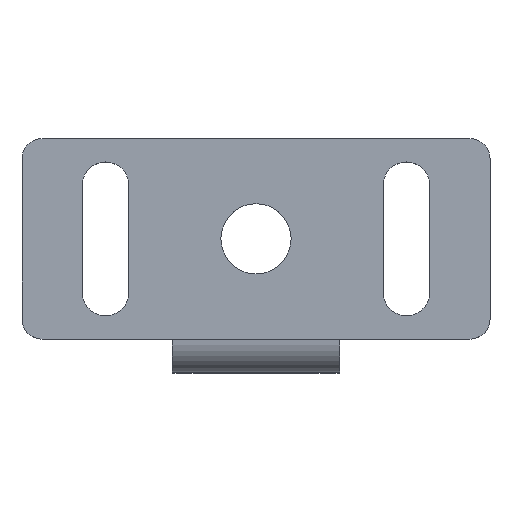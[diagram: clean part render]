
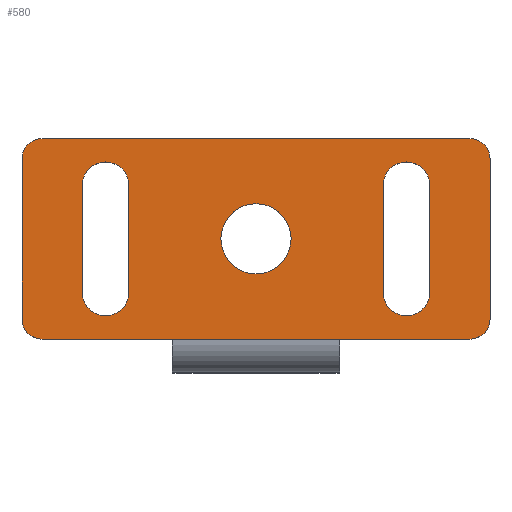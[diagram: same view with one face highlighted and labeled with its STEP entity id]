
A CAD part, top view. The second image highlights one B-rep face of the part: STEP entity #580.
In plain terms, the highlighted planar face has unit normal (0, 0, 1).
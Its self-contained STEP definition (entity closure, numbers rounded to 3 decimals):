
#15=FACE_BOUND('',#79,.T.);
#16=FACE_BOUND('',#80,.T.);
#17=FACE_BOUND('',#81,.T.);
#25=PLANE('',#617);
#45=FACE_OUTER_BOUND('',#78,.T.);
#78=EDGE_LOOP('',(#404,#405,#406,#407,#408,#409,#410,#411,#412,#413));
#79=EDGE_LOOP('',(#414));
#80=EDGE_LOOP('',(#415,#416,#417,#418));
#81=EDGE_LOOP('',(#419,#420,#421,#422));
#120=LINE('',#866,#176);
#123=LINE('',#872,#179);
#124=LINE('',#876,#180);
#125=LINE('',#880,#181);
#126=LINE('',#884,#182);
#127=LINE('',#885,#183);
#128=LINE('',#892,#184);
#129=LINE('',#895,#185);
#130=LINE('',#900,#186);
#131=LINE('',#903,#187);
#176=VECTOR('',#686,19.5);
#179=VECTOR('',#691,24.);
#180=VECTOR('',#694,64.);
#181=VECTOR('',#697,24.);
#182=VECTOR('',#700,19.5);
#183=VECTOR('',#701,25.);
#184=VECTOR('',#706,16.);
#185=VECTOR('',#709,16.);
#186=VECTOR('',#712,16.);
#187=VECTOR('',#715,16.);
#230=CIRCLE('',#614,3.);
#232=CIRCLE('',#618,3.);
#233=CIRCLE('',#619,3.);
#234=CIRCLE('',#620,3.);
#235=CIRCLE('',#621,5.25);
#236=CIRCLE('',#622,3.5);
#237=CIRCLE('',#623,3.5);
#238=CIRCLE('',#624,3.5);
#239=CIRCLE('',#625,3.5);
#258=VERTEX_POINT('',#856);
#259=VERTEX_POINT('',#857);
#262=VERTEX_POINT('',#865);
#264=VERTEX_POINT('',#871);
#265=VERTEX_POINT('',#873);
#266=VERTEX_POINT('',#875);
#267=VERTEX_POINT('',#877);
#268=VERTEX_POINT('',#879);
#269=VERTEX_POINT('',#881);
#270=VERTEX_POINT('',#883);
#271=VERTEX_POINT('',#886);
#272=VERTEX_POINT('',#888);
#273=VERTEX_POINT('',#889);
#274=VERTEX_POINT('',#891);
#275=VERTEX_POINT('',#893);
#276=VERTEX_POINT('',#896);
#277=VERTEX_POINT('',#897);
#278=VERTEX_POINT('',#899);
#279=VERTEX_POINT('',#901);
#312=EDGE_CURVE('',#258,#259,#230,.T.);
#316=EDGE_CURVE('',#259,#262,#120,.T.);
#319=EDGE_CURVE('',#264,#258,#123,.T.);
#320=EDGE_CURVE('',#265,#264,#232,.T.);
#321=EDGE_CURVE('',#266,#265,#124,.T.);
#322=EDGE_CURVE('',#267,#266,#233,.T.);
#323=EDGE_CURVE('',#268,#267,#125,.T.);
#324=EDGE_CURVE('',#269,#268,#234,.T.);
#325=EDGE_CURVE('',#270,#269,#126,.T.);
#326=EDGE_CURVE('',#262,#270,#127,.T.);
#327=EDGE_CURVE('',#271,#271,#235,.T.);
#328=EDGE_CURVE('',#272,#273,#236,.T.);
#329=EDGE_CURVE('',#273,#274,#128,.T.);
#330=EDGE_CURVE('',#274,#275,#237,.T.);
#331=EDGE_CURVE('',#275,#272,#129,.T.);
#332=EDGE_CURVE('',#276,#277,#238,.T.);
#333=EDGE_CURVE('',#277,#278,#130,.T.);
#334=EDGE_CURVE('',#278,#279,#239,.T.);
#335=EDGE_CURVE('',#279,#276,#131,.T.);
#404=ORIENTED_EDGE('',*,*,#312,.F.);
#405=ORIENTED_EDGE('',*,*,#319,.F.);
#406=ORIENTED_EDGE('',*,*,#320,.F.);
#407=ORIENTED_EDGE('',*,*,#321,.F.);
#408=ORIENTED_EDGE('',*,*,#322,.F.);
#409=ORIENTED_EDGE('',*,*,#323,.F.);
#410=ORIENTED_EDGE('',*,*,#324,.F.);
#411=ORIENTED_EDGE('',*,*,#325,.F.);
#412=ORIENTED_EDGE('',*,*,#326,.F.);
#413=ORIENTED_EDGE('',*,*,#316,.F.);
#414=ORIENTED_EDGE('',*,*,#327,.T.);
#415=ORIENTED_EDGE('',*,*,#328,.T.);
#416=ORIENTED_EDGE('',*,*,#329,.T.);
#417=ORIENTED_EDGE('',*,*,#330,.T.);
#418=ORIENTED_EDGE('',*,*,#331,.T.);
#419=ORIENTED_EDGE('',*,*,#332,.T.);
#420=ORIENTED_EDGE('',*,*,#333,.T.);
#421=ORIENTED_EDGE('',*,*,#334,.T.);
#422=ORIENTED_EDGE('',*,*,#335,.T.);
#580=ADVANCED_FACE('',(#45,#15,#16,#17),#25,.T.);
#614=AXIS2_PLACEMENT_3D('',#858,#678,#679);
#617=AXIS2_PLACEMENT_3D('',#870,#689,#690);
#618=AXIS2_PLACEMENT_3D('',#874,#692,#693);
#619=AXIS2_PLACEMENT_3D('',#878,#695,#696);
#620=AXIS2_PLACEMENT_3D('',#882,#698,#699);
#621=AXIS2_PLACEMENT_3D('',#887,#702,#703);
#622=AXIS2_PLACEMENT_3D('',#890,#704,#705);
#623=AXIS2_PLACEMENT_3D('',#894,#707,#708);
#624=AXIS2_PLACEMENT_3D('',#898,#710,#711);
#625=AXIS2_PLACEMENT_3D('',#902,#713,#714);
#678=DIRECTION('center_axis',(0.,0.,-1.));
#679=DIRECTION('ref_axis',(0.707,-0.707,0.));
#686=DIRECTION('',(-1.,0.,0.));
#689=DIRECTION('center_axis',(0.,0.,1.));
#690=DIRECTION('ref_axis',(1.,0.,0.));
#691=DIRECTION('',(0.,-1.,0.));
#692=DIRECTION('center_axis',(0.,0.,-1.));
#693=DIRECTION('ref_axis',(0.707,0.707,0.));
#694=DIRECTION('',(1.,0.,0.));
#695=DIRECTION('center_axis',(0.,0.,-1.));
#696=DIRECTION('ref_axis',(-0.707,0.707,0.));
#697=DIRECTION('',(0.,1.,0.));
#698=DIRECTION('center_axis',(0.,0.,-1.));
#699=DIRECTION('ref_axis',(-0.707,-0.707,0.));
#700=DIRECTION('',(-1.,0.,0.));
#701=DIRECTION('',(-1.,0.,0.));
#702=DIRECTION('center_axis',(0.,0.,-1.));
#703=DIRECTION('ref_axis',(-1.,0.,0.));
#704=DIRECTION('center_axis',(0.,0.,-1.));
#705=DIRECTION('ref_axis',(1.,0.,0.));
#706=DIRECTION('',(0.,-1.,0.));
#707=DIRECTION('center_axis',(0.,0.,-1.));
#708=DIRECTION('ref_axis',(-1.,0.,0.));
#709=DIRECTION('',(0.,1.,0.));
#710=DIRECTION('center_axis',(0.,0.,-1.));
#711=DIRECTION('ref_axis',(1.,0.,0.));
#712=DIRECTION('',(0.,-1.,0.));
#713=DIRECTION('center_axis',(0.,0.,-1.));
#714=DIRECTION('ref_axis',(-1.,0.,0.));
#715=DIRECTION('',(0.,1.,0.));
#856=CARTESIAN_POINT('',(35.,-12.,3.));
#857=CARTESIAN_POINT('',(32.,-15.,3.));
#858=CARTESIAN_POINT('Origin',(32.,-12.,3.));
#865=CARTESIAN_POINT('',(12.5,-15.,3.));
#866=CARTESIAN_POINT('',(-35.,-15.,3.));
#870=CARTESIAN_POINT('Origin',(0.,-17.5,3.));
#871=CARTESIAN_POINT('',(35.,12.,3.));
#872=CARTESIAN_POINT('',(35.,-15.,3.));
#873=CARTESIAN_POINT('',(32.,15.,3.));
#874=CARTESIAN_POINT('Origin',(32.,12.,3.));
#875=CARTESIAN_POINT('',(-32.,15.,3.));
#876=CARTESIAN_POINT('',(35.,15.,3.));
#877=CARTESIAN_POINT('',(-35.,12.,3.));
#878=CARTESIAN_POINT('Origin',(-32.,12.,3.));
#879=CARTESIAN_POINT('',(-35.,-12.,3.));
#880=CARTESIAN_POINT('',(-35.,15.,3.));
#881=CARTESIAN_POINT('',(-32.,-15.,3.));
#882=CARTESIAN_POINT('Origin',(-32.,-12.,3.));
#883=CARTESIAN_POINT('',(-12.5,-15.,3.));
#884=CARTESIAN_POINT('',(-35.,-15.,3.));
#885=CARTESIAN_POINT('',(-35.,-15.,3.));
#886=CARTESIAN_POINT('',(5.25,0.,3.));
#887=CARTESIAN_POINT('Origin',(0.,0.,3.));
#888=CARTESIAN_POINT('',(-26.,8.,3.));
#889=CARTESIAN_POINT('',(-19.,8.,3.));
#890=CARTESIAN_POINT('Origin',(-22.5,8.,3.));
#891=CARTESIAN_POINT('',(-19.,-8.,3.));
#892=CARTESIAN_POINT('',(-19.,-4.75,3.));
#893=CARTESIAN_POINT('',(-26.,-8.,3.));
#894=CARTESIAN_POINT('Origin',(-22.5,-8.,3.));
#895=CARTESIAN_POINT('',(-26.,-12.75,3.));
#896=CARTESIAN_POINT('',(19.,8.,3.));
#897=CARTESIAN_POINT('',(26.,8.,3.));
#898=CARTESIAN_POINT('Origin',(22.5,8.,3.));
#899=CARTESIAN_POINT('',(26.,-8.,3.));
#900=CARTESIAN_POINT('',(26.,-4.75,3.));
#901=CARTESIAN_POINT('',(19.,-8.,3.));
#902=CARTESIAN_POINT('Origin',(22.5,-8.,3.));
#903=CARTESIAN_POINT('',(19.,-12.75,3.));
